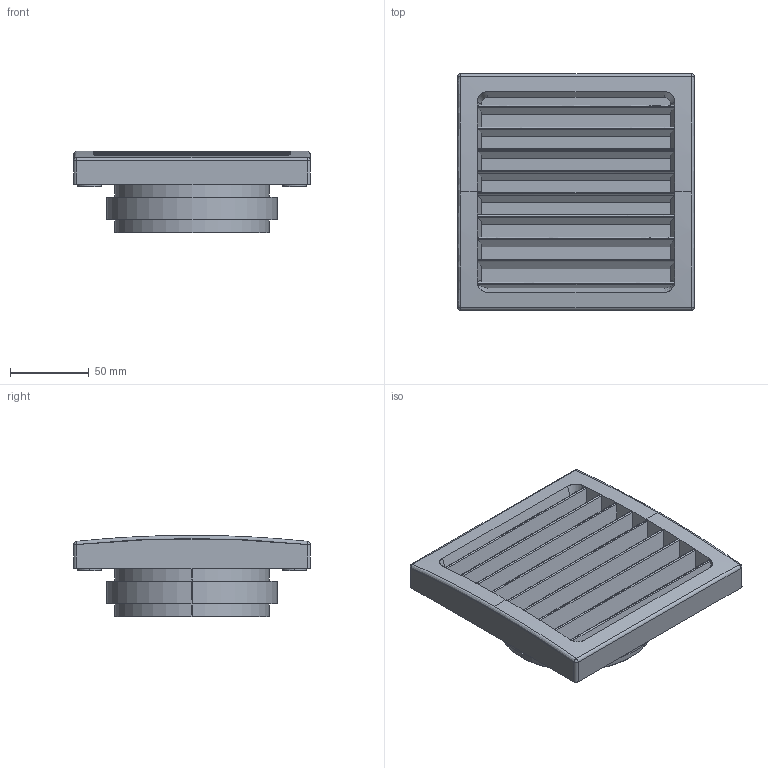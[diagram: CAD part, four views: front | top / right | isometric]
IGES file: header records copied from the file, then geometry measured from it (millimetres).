
Start section: SolidWorks IGES file using analytic representation for surfaces
Global section: file name: SG 100.IGS; native system: SolidWorks 2017; preprocessor: SolidWorks 2017; author: Qube3-CAD; date: 200603.103204; units: millimetre
Bounding box: 150 x 150 x 51.5 mm (x, y, z)
Surface area: 120366.2 mm2 (no closed solid volume)
Topology: 0 solids, 0 shells, 172 faces, 2357 edges, 2357 vertices
Faces by surface type: revolution 96, bspline 76
